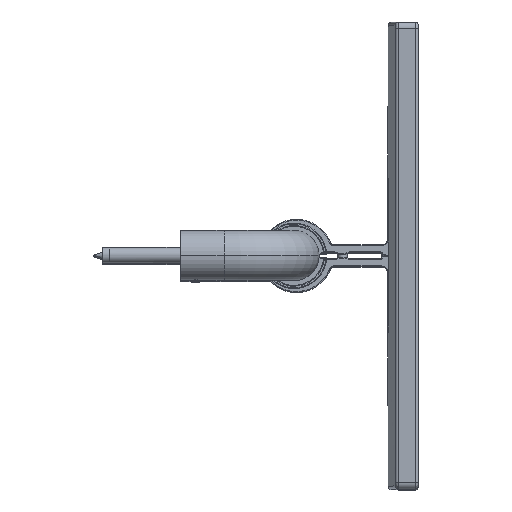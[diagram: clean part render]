
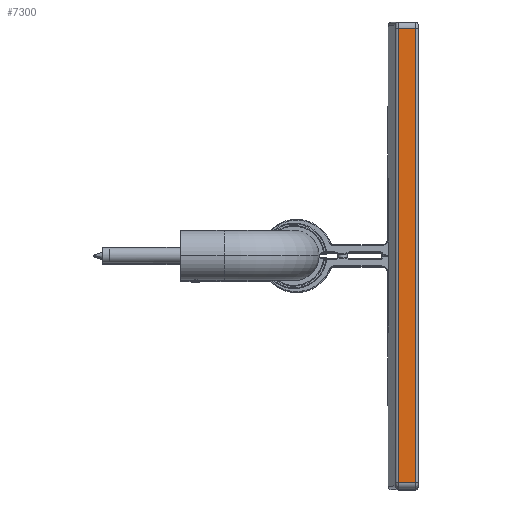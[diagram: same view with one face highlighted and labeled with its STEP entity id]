
A CAD part, top view. The second image highlights one B-rep face of the part: STEP entity #7300.
In plain terms, the highlighted planar face has unit normal (0, 0, 1).
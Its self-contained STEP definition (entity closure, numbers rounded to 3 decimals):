
#1141=CARTESIAN_POINT('',(111.886,-146.,407.5));
#1148=DIRECTION('',(0.,1.,0.));
#1149=VECTOR('',#1148,292.);
#1150=CARTESIAN_POINT('',(111.886,-146.,407.5));
#1151=LINE('',#1150,#1149);
#1286=DIRECTION('',(1.,0.,0.));
#1287=VECTOR('',#1286,10.994);
#1288=CARTESIAN_POINT('',(111.886,146.,407.5));
#1289=LINE('',#1288,#1287);
#1313=DIRECTION('',(-1.,0.,0.));
#1314=VECTOR('',#1313,10.994);
#1315=CARTESIAN_POINT('',(122.88,-146.,407.5));
#1316=LINE('',#1315,#1314);
#1330=CARTESIAN_POINT('',(122.88,-146.,407.5));
#1462=DIRECTION('',(0.,-1.,0.));
#1463=VECTOR('',#1462,292.);
#1464=CARTESIAN_POINT('',(122.88,146.,407.5));
#1465=LINE('',#1464,#1463);
#5197=VERTEX_POINT('',#1330);
#5200=VERTEX_POINT('',#1141);
#5229=CARTESIAN_POINT('',(122.88,146.,407.5));
#5230=VERTEX_POINT('',#5229);
#5231=CARTESIAN_POINT('',(111.886,146.,407.5));
#5232=VERTEX_POINT('',#5231);
#7287=CARTESIAN_POINT('',(104.995,150.,407.5));
#7288=DIRECTION('',(0.,0.,1.));
#7289=DIRECTION('',(0.,-1.,0.));
#7290=AXIS2_PLACEMENT_3D('',#7287,#7288,#7289);
#7291=PLANE('',#7290);
#7293=ORIENTED_EDGE('',*,*,#7292,.T.);
#7294=ORIENTED_EDGE('',*,*,#7104,.T.);
#7295=ORIENTED_EDGE('',*,*,#7278,.T.);
#7297=ORIENTED_EDGE('',*,*,#7296,.T.);
#7298=EDGE_LOOP('',(#7293,#7294,#7295,#7297));
#7299=FACE_OUTER_BOUND('',#7298,.F.);
#7300=ADVANCED_FACE('',(#7299),#7291,.T.);
#7104=EDGE_CURVE('',#5200,#5232,#1151,.T.);
#7278=EDGE_CURVE('',#5232,#5230,#1289,.T.);
#7292=EDGE_CURVE('',#5197,#5200,#1316,.T.);
#7296=EDGE_CURVE('',#5230,#5197,#1465,.T.);
